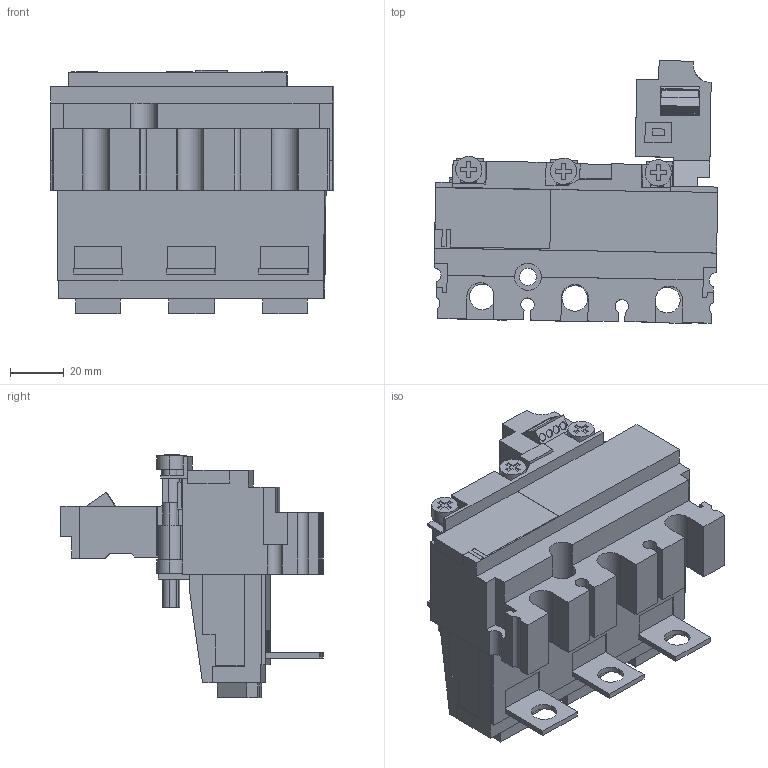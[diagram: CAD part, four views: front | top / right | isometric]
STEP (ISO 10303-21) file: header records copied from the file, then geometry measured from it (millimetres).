
FILE_DESCRIPTION((''),'2;1');
FILE_NAME('SB109703','2013-09-17T',('SESA231906'),('Schneider-Electric'),'PRO/ENGINEER BY PARAMETRIC TECHNOLOGY CORPORATION, 2011410','PRO/ENGINEER BY PARAMETRIC TECHNOLOGY CORPORATION, 2011410','');
FILE_SCHEMA(('CONFIG_CONTROL_DESIGN'));
Length unit declared in the file: millimetre
Products named in the file (1): SB109703
Bounding box: 105.24 x 97.4 x 90.3 mm (x, y, z)
Volume: 295523.3 mm3; surface area: 50485.2 mm2
Topology: 1 solids, 1 shells, 432 faces, 1214 edges, 799 vertices
Faces by surface type: plane 368, cylinder 64
Entity records: 13872 total; most frequent: CARTESIAN_POINT 2464, ORIENTED_EDGE 2428, DIRECTION 2255, EDGE_CURVE 1214, VECTOR 1021, LINE 1021, VERTEX_POINT 799, AXIS2_PLACEMENT_3D 617
